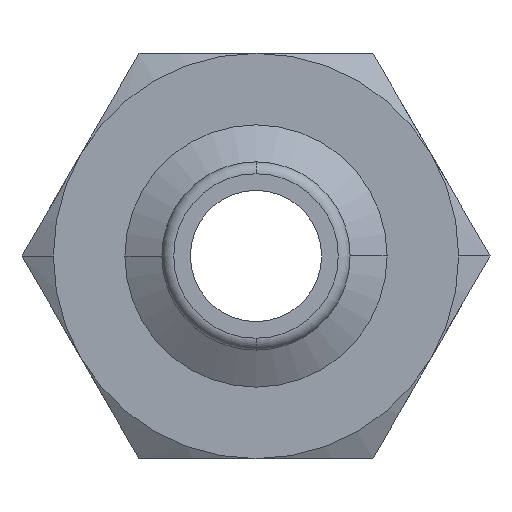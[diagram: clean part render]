
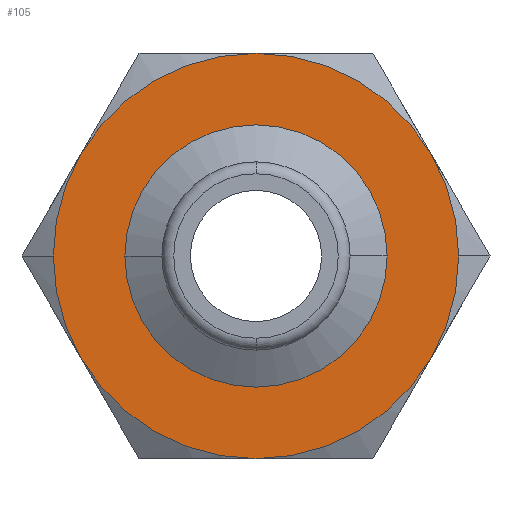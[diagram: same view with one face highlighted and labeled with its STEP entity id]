
A CAD part, front view. The second image highlights one B-rep face of the part: STEP entity #105.
In plain terms, the highlighted planar face has unit normal (0, -1, 0).
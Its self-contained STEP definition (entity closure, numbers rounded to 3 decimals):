
#105=ADVANCED_FACE('',(#241,#242),#243,.T.);
#241=FACE_OUTER_BOUND('',#406,.T.);
#242=FACE_BOUND('',#407,.T.);
#243=PLANE('',#408);
#406=EDGE_LOOP('',(#650,#651,#652,#653,#654,#655,#656,#657));
#407=EDGE_LOOP('',(#658,#659));
#408=AXIS2_PLACEMENT_3D('',#660,#661,#662);
#650=ORIENTED_EDGE('',*,*,#975,.F.);
#651=ORIENTED_EDGE('',*,*,#960,.F.);
#652=ORIENTED_EDGE('',*,*,#1030,.F.);
#653=ORIENTED_EDGE('',*,*,#1031,.F.);
#654=ORIENTED_EDGE('',*,*,#1032,.F.);
#655=ORIENTED_EDGE('',*,*,#1033,.F.);
#656=ORIENTED_EDGE('',*,*,#990,.F.);
#657=ORIENTED_EDGE('',*,*,#1034,.F.);
#658=ORIENTED_EDGE('',*,*,#1035,.F.);
#659=ORIENTED_EDGE('',*,*,#1036,.F.);
#660=CARTESIAN_POINT('',(4.25,22.0,0.0));
#661=DIRECTION('',(-0.0,-1.0,-0.0));
#662=DIRECTION('',(-1.0,0.0,0.0));
#960=EDGE_CURVE('',#1131,#1133,#1134,.T.);
#975=EDGE_CURVE('',#1133,#1154,#1158,.T.);
#990=EDGE_CURVE('',#1184,#1181,#1186,.T.);
#1030=EDGE_CURVE('',#1248,#1131,#1249,.T.);
#1031=EDGE_CURVE('',#1250,#1248,#1251,.T.);
#1032=EDGE_CURVE('',#1252,#1250,#1253,.T.);
#1033=EDGE_CURVE('',#1181,#1252,#1254,.T.);
#1034=EDGE_CURVE('',#1154,#1184,#1255,.T.);
#1035=EDGE_CURVE('',#1256,#1257,#1258,.T.);
#1036=EDGE_CURVE('',#1257,#1256,#1259,.T.);
#1131=VERTEX_POINT('',#1368);
#1133=VERTEX_POINT('',#1381);
#1134=CIRCLE('',#1382,8.5);
#1154=VERTEX_POINT('',#1417);
#1158=CIRCLE('',#1433,8.5);
#1181=VERTEX_POINT('',#1456);
#1184=VERTEX_POINT('',#1470);
#1186=CIRCLE('',#1483,8.5);
#1248=VERTEX_POINT('',#1596);
#1249=CIRCLE('',#1597,8.5);
#1250=VERTEX_POINT('',#1598);
#1251=CIRCLE('',#1599,8.5);
#1252=VERTEX_POINT('',#1600);
#1253=CIRCLE('',#1601,8.5);
#1254=CIRCLE('',#1602,8.5);
#1255=CIRCLE('',#1603,8.5);
#1256=VERTEX_POINT('',#1604);
#1257=VERTEX_POINT('',#1605);
#1258=CIRCLE('',#1606,5.5);
#1259=CIRCLE('',#1607,5.5);
#1368=CARTESIAN_POINT('',(0.,22.0,8.5));
#1381=CARTESIAN_POINT('',(7.361,22.0,4.25));
#1382=AXIS2_PLACEMENT_3D('',#1898,#1899,#1900);
#1417=CARTESIAN_POINT('',(8.5,22.0,0.));
#1433=AXIS2_PLACEMENT_3D('',#1918,#1919,#1920);
#1456=CARTESIAN_POINT('',(0.0,22.0,-8.5));
#1470=CARTESIAN_POINT('',(7.361,22.0,-4.25));
#1483=AXIS2_PLACEMENT_3D('',#1951,#1952,#1953);
#1596=CARTESIAN_POINT('',(-7.361,22.0,4.25));
#1597=AXIS2_PLACEMENT_3D('',#2018,#2019,#2020);
#1598=CARTESIAN_POINT('',(-8.5,22.0,0.));
#1599=AXIS2_PLACEMENT_3D('',#2021,#2022,#2023);
#1600=CARTESIAN_POINT('',(-7.361,22.0,-4.25));
#1601=AXIS2_PLACEMENT_3D('',#2024,#2025,#2026);
#1602=AXIS2_PLACEMENT_3D('',#2027,#2028,#2029);
#1603=AXIS2_PLACEMENT_3D('',#2030,#2031,#2032);
#1604=CARTESIAN_POINT('',(-5.5,22.0,0.));
#1605=CARTESIAN_POINT('',(5.5,22.0,0.));
#1606=AXIS2_PLACEMENT_3D('',#2033,#2034,#2035);
#1607=AXIS2_PLACEMENT_3D('',#2036,#2037,#2038);
#1898=CARTESIAN_POINT('',(0.0,22.0,0.0));
#1899=DIRECTION('',(-0.0,1.0,0.0));
#1900=DIRECTION('',(1.0,0.0,0.0));
#1918=CARTESIAN_POINT('',(0.0,22.0,0.0));
#1919=DIRECTION('',(-0.0,1.0,0.0));
#1920=DIRECTION('',(1.0,0.0,0.0));
#1951=CARTESIAN_POINT('',(0.0,22.0,0.0));
#1952=DIRECTION('',(-0.0,1.0,0.0));
#1953=DIRECTION('',(1.0,0.0,0.0));
#2018=CARTESIAN_POINT('',(0.0,22.0,0.0));
#2019=DIRECTION('',(-0.0,1.0,0.0));
#2020=DIRECTION('',(1.0,0.0,0.0));
#2021=CARTESIAN_POINT('',(0.0,22.0,0.0));
#2022=DIRECTION('',(-0.0,1.0,0.0));
#2023=DIRECTION('',(1.0,0.0,0.0));
#2024=CARTESIAN_POINT('',(0.0,22.0,0.0));
#2025=DIRECTION('',(-0.0,1.0,0.0));
#2026=DIRECTION('',(1.0,0.0,0.0));
#2027=CARTESIAN_POINT('',(0.0,22.0,0.0));
#2028=DIRECTION('',(-0.0,1.0,0.0));
#2029=DIRECTION('',(1.0,0.0,0.0));
#2030=CARTESIAN_POINT('',(0.0,22.0,0.0));
#2031=DIRECTION('',(-0.0,1.0,0.0));
#2032=DIRECTION('',(1.0,0.0,0.0));
#2033=CARTESIAN_POINT('',(0.0,22.0,0.0));
#2034=DIRECTION('',(0.0,-1.0,0.0));
#2035=DIRECTION('',(1.0,0.0,0.0));
#2036=CARTESIAN_POINT('',(0.0,22.0,0.0));
#2037=DIRECTION('',(0.0,-1.0,0.0));
#2038=DIRECTION('',(1.0,0.0,0.0));
